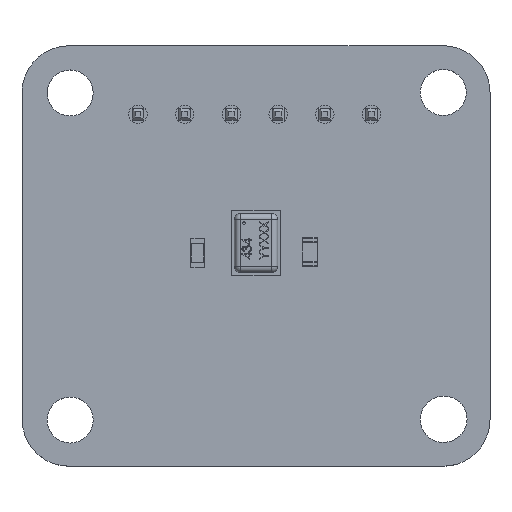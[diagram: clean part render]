
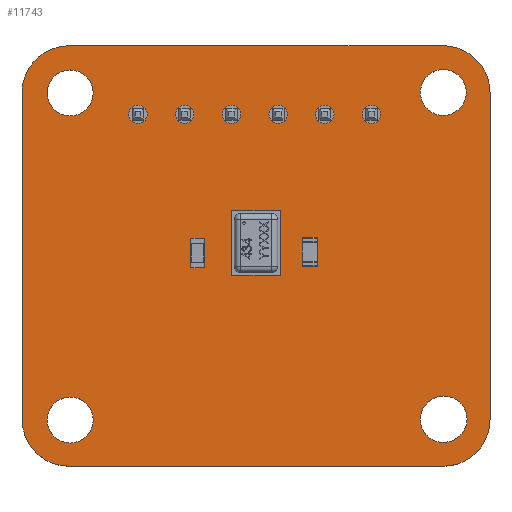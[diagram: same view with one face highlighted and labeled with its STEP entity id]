
A CAD part, top view. The second image highlights one B-rep face of the part: STEP entity #11743.
In plain terms, the highlighted planar face has unit normal (0, 0, 1).
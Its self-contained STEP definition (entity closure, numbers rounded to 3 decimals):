
#11437 = VERTEX_POINT('',#11438);
#11438 = CARTESIAN_POINT('',(83.59,-92.285,1.51));
#11444 = EDGE_CURVE('',#11437,#11445,#11447,.T.);
#11445 = VERTEX_POINT('',#11446);
#11446 = CARTESIAN_POINT('',(86.195,-94.825,1.51));
#11447 = CIRCLE('',#11448,2.558);
#11448 = AXIS2_PLACEMENT_3D('',#11449,#11450,#11451);
#11449 = CARTESIAN_POINT('',(83.636,-94.843,1.51));
#11450 = DIRECTION('',(0.,0.,-1.));
#11451 = DIRECTION('',(-0.018,1.,0.));
#11479 = VERTEX_POINT('',#11480);
#11480 = CARTESIAN_POINT('',(63.292,-92.285,1.51));
#11486 = EDGE_CURVE('',#11479,#11437,#11487,.T.);
#11487 = LINE('',#11488,#11489);
#11488 = CARTESIAN_POINT('',(63.292,-92.285,1.51));
#11489 = VECTOR('',#11490,1.);
#11490 = DIRECTION('',(1.,0.,0.));
#11508 = EDGE_CURVE('',#11445,#11509,#11511,.T.);
#11509 = VERTEX_POINT('',#11510);
#11510 = CARTESIAN_POINT('',(86.195,-112.58,1.51));
#11511 = LINE('',#11512,#11513);
#11512 = CARTESIAN_POINT('',(86.195,-94.825,1.51));
#11513 = VECTOR('',#11514,1.);
#11514 = DIRECTION('',(0.,-1.,0.));
#11743 = ADVANCED_FACE('',(#11744,#11790,#11810,#11848,#11859,#11870,
    #11881,#11892,#11903,#11914,#11925,#11936),#11947,.T.);
#11744 = FACE_BOUND('',#11745,.T.);
#11745 = EDGE_LOOP('',(#11746,#11747,#11748,#11757,#11765,#11774,#11782,
    #11789));
#11746 = ORIENTED_EDGE('',*,*,#11444,.F.);
#11747 = ORIENTED_EDGE('',*,*,#11486,.F.);
#11748 = ORIENTED_EDGE('',*,*,#11749,.F.);
#11749 = EDGE_CURVE('',#11750,#11479,#11752,.T.);
#11750 = VERTEX_POINT('',#11751);
#11751 = CARTESIAN_POINT('',(60.752,-94.861,1.51));
#11752 = CIRCLE('',#11753,2.558);
#11753 = AXIS2_PLACEMENT_3D('',#11754,#11755,#11756);
#11754 = CARTESIAN_POINT('',(63.31,-94.843,1.51));
#11755 = DIRECTION('',(0.,0.,-1.));
#11756 = DIRECTION('',(-1.,-0.007,-0.));
#11757 = ORIENTED_EDGE('',*,*,#11758,.F.);
#11758 = EDGE_CURVE('',#11759,#11750,#11761,.T.);
#11759 = VERTEX_POINT('',#11760);
#11760 = CARTESIAN_POINT('',(60.752,-112.605,1.51));
#11761 = LINE('',#11762,#11763);
#11762 = CARTESIAN_POINT('',(60.752,-112.605,1.51));
#11763 = VECTOR('',#11764,1.);
#11764 = DIRECTION('',(0.,1.,0.));
#11765 = ORIENTED_EDGE('',*,*,#11766,.F.);
#11766 = EDGE_CURVE('',#11767,#11759,#11769,.T.);
#11767 = VERTEX_POINT('',#11768);
#11768 = CARTESIAN_POINT('',(63.328,-115.145,1.51));
#11769 = CIRCLE('',#11770,2.558);
#11770 = AXIS2_PLACEMENT_3D('',#11771,#11772,#11773);
#11771 = CARTESIAN_POINT('',(63.31,-112.587,1.51));
#11772 = DIRECTION('',(0.,0.,-1.));
#11773 = DIRECTION('',(0.007,-1.,0.));
#11774 = ORIENTED_EDGE('',*,*,#11775,.F.);
#11775 = EDGE_CURVE('',#11776,#11767,#11778,.T.);
#11776 = VERTEX_POINT('',#11777);
#11777 = CARTESIAN_POINT('',(83.63,-115.145,1.51));
#11778 = LINE('',#11779,#11780);
#11779 = CARTESIAN_POINT('',(83.63,-115.145,1.51));
#11780 = VECTOR('',#11781,1.);
#11781 = DIRECTION('',(-1.,0.,0.));
#11782 = ORIENTED_EDGE('',*,*,#11783,.F.);
#11783 = EDGE_CURVE('',#11509,#11776,#11784,.T.);
#11784 = CIRCLE('',#11785,2.539);
#11785 = AXIS2_PLACEMENT_3D('',#11786,#11787,#11788);
#11786 = CARTESIAN_POINT('',(83.656,-112.606,1.51));
#11787 = DIRECTION('',(0.,0.,-1.));
#11788 = DIRECTION('',(1.,0.01,0.));
#11789 = ORIENTED_EDGE('',*,*,#11508,.F.);
#11790 = FACE_BOUND('',#11791,.T.);
#11791 = EDGE_LOOP('',(#11792,#11803));
#11792 = ORIENTED_EDGE('',*,*,#11793,.F.);
#11793 = EDGE_CURVE('',#11794,#11796,#11798,.T.);
#11794 = VERTEX_POINT('',#11795);
#11795 = CARTESIAN_POINT('',(64.621,-112.633,1.51));
#11796 = VERTEX_POINT('',#11797);
#11797 = CARTESIAN_POINT('',(63.371,-113.883,1.51));
#11798 = CIRCLE('',#11799,1.25);
#11799 = AXIS2_PLACEMENT_3D('',#11800,#11801,#11802);
#11800 = CARTESIAN_POINT('',(63.371,-112.633,1.51));
#11801 = DIRECTION('',(0.,0.,1.));
#11802 = DIRECTION('',(1.,0.,-0.));
#11803 = ORIENTED_EDGE('',*,*,#11804,.F.);
#11804 = EDGE_CURVE('',#11796,#11794,#11805,.T.);
#11805 = CIRCLE('',#11806,1.25);
#11806 = AXIS2_PLACEMENT_3D('',#11807,#11808,#11809);
#11807 = CARTESIAN_POINT('',(63.371,-112.633,1.51));
#11808 = DIRECTION('',(0.,0.,1.));
#11809 = DIRECTION('',(1.,0.,-0.));
#11810 = FACE_BOUND('',#11811,.T.);
#11811 = EDGE_LOOP('',(#11812,#11823,#11832,#11841));
#11812 = ORIENTED_EDGE('',*,*,#11813,.F.);
#11813 = EDGE_CURVE('',#11814,#11816,#11818,.T.);
#11814 = VERTEX_POINT('',#11815);
#11815 = CARTESIAN_POINT('',(84.945,-112.58,1.51));
#11816 = VERTEX_POINT('',#11817);
#11817 = CARTESIAN_POINT('',(82.978,-111.556,1.51));
#11818 = CIRCLE('',#11819,1.25);
#11819 = AXIS2_PLACEMENT_3D('',#11820,#11821,#11822);
#11820 = CARTESIAN_POINT('',(83.695,-112.58,1.51));
#11821 = DIRECTION('',(0.,0.,1.));
#11822 = DIRECTION('',(1.,0.,-0.));
#11823 = ORIENTED_EDGE('',*,*,#11824,.F.);
#11824 = EDGE_CURVE('',#11825,#11814,#11827,.T.);
#11825 = VERTEX_POINT('',#11826);
#11826 = CARTESIAN_POINT('',(84.372,-113.63,1.51));
#11827 = CIRCLE('',#11828,1.25);
#11828 = AXIS2_PLACEMENT_3D('',#11829,#11830,#11831);
#11829 = CARTESIAN_POINT('',(83.695,-112.58,1.51));
#11830 = DIRECTION('',(0.,0.,1.));
#11831 = DIRECTION('',(1.,0.,-0.));
#11832 = ORIENTED_EDGE('',*,*,#11833,.T.);
#11833 = EDGE_CURVE('',#11825,#11834,#11836,.T.);
#11834 = VERTEX_POINT('',#11835);
#11835 = CARTESIAN_POINT('',(83.656,-113.856,1.51));
#11836 = CIRCLE('',#11837,1.25);
#11837 = AXIS2_PLACEMENT_3D('',#11838,#11839,#11840);
#11838 = CARTESIAN_POINT('',(83.656,-112.606,1.51));
#11839 = DIRECTION('',(-0.,0.,-1.));
#11840 = DIRECTION('',(-0.,-1.,0.));
#11841 = ORIENTED_EDGE('',*,*,#11842,.T.);
#11842 = EDGE_CURVE('',#11834,#11816,#11843,.T.);
#11843 = CIRCLE('',#11844,1.25);
#11844 = AXIS2_PLACEMENT_3D('',#11845,#11846,#11847);
#11845 = CARTESIAN_POINT('',(83.656,-112.606,1.51));
#11846 = DIRECTION('',(-0.,0.,-1.));
#11847 = DIRECTION('',(-0.,-1.,0.));
#11848 = FACE_BOUND('',#11849,.T.);
#11849 = EDGE_LOOP('',(#11850));
#11850 = ORIENTED_EDGE('',*,*,#11851,.T.);
#11851 = EDGE_CURVE('',#11852,#11852,#11854,.T.);
#11852 = VERTEX_POINT('',#11853);
#11853 = CARTESIAN_POINT('',(73.475,-103.975,1.51));
#11854 = CIRCLE('',#11855,0.25);
#11855 = AXIS2_PLACEMENT_3D('',#11856,#11857,#11858);
#11856 = CARTESIAN_POINT('',(73.475,-103.725,1.51));
#11857 = DIRECTION('',(-0.,0.,-1.));
#11858 = DIRECTION('',(-0.,-1.,0.));
#11859 = FACE_BOUND('',#11860,.T.);
#11860 = EDGE_LOOP('',(#11861));
#11861 = ORIENTED_EDGE('',*,*,#11862,.T.);
#11862 = EDGE_CURVE('',#11863,#11863,#11865,.T.);
#11863 = VERTEX_POINT('',#11864);
#11864 = CARTESIAN_POINT('',(63.371,-96.103,1.51));
#11865 = CIRCLE('',#11866,1.25);
#11866 = AXIS2_PLACEMENT_3D('',#11867,#11868,#11869);
#11867 = CARTESIAN_POINT('',(63.371,-94.853,1.51));
#11868 = DIRECTION('',(-0.,0.,-1.));
#11869 = DIRECTION('',(0.,-1.,0.));
#11870 = FACE_BOUND('',#11871,.T.);
#11871 = EDGE_LOOP('',(#11872));
#11872 = ORIENTED_EDGE('',*,*,#11873,.T.);
#11873 = EDGE_CURVE('',#11874,#11874,#11876,.T.);
#11874 = VERTEX_POINT('',#11875);
#11875 = CARTESIAN_POINT('',(67.056,-96.512,1.51));
#11876 = CIRCLE('',#11877,0.5);
#11877 = AXIS2_PLACEMENT_3D('',#11878,#11879,#11880);
#11878 = CARTESIAN_POINT('',(67.056,-96.012,1.51));
#11879 = DIRECTION('',(-0.,0.,-1.));
#11880 = DIRECTION('',(-0.,-1.,0.));
#11881 = FACE_BOUND('',#11882,.T.);
#11882 = EDGE_LOOP('',(#11883));
#11883 = ORIENTED_EDGE('',*,*,#11884,.T.);
#11884 = EDGE_CURVE('',#11885,#11885,#11887,.T.);
#11885 = VERTEX_POINT('',#11886);
#11886 = CARTESIAN_POINT('',(69.596,-96.512,1.51));
#11887 = CIRCLE('',#11888,0.5);
#11888 = AXIS2_PLACEMENT_3D('',#11889,#11890,#11891);
#11889 = CARTESIAN_POINT('',(69.596,-96.012,1.51));
#11890 = DIRECTION('',(-0.,0.,-1.));
#11891 = DIRECTION('',(-0.,-1.,0.));
#11892 = FACE_BOUND('',#11893,.T.);
#11893 = EDGE_LOOP('',(#11894));
#11894 = ORIENTED_EDGE('',*,*,#11895,.T.);
#11895 = EDGE_CURVE('',#11896,#11896,#11898,.T.);
#11896 = VERTEX_POINT('',#11897);
#11897 = CARTESIAN_POINT('',(72.136,-96.512,1.51));
#11898 = CIRCLE('',#11899,0.5);
#11899 = AXIS2_PLACEMENT_3D('',#11900,#11901,#11902);
#11900 = CARTESIAN_POINT('',(72.136,-96.012,1.51));
#11901 = DIRECTION('',(-0.,0.,-1.));
#11902 = DIRECTION('',(-0.,-1.,0.));
#11903 = FACE_BOUND('',#11904,.T.);
#11904 = EDGE_LOOP('',(#11905));
#11905 = ORIENTED_EDGE('',*,*,#11906,.T.);
#11906 = EDGE_CURVE('',#11907,#11907,#11909,.T.);
#11907 = VERTEX_POINT('',#11908);
#11908 = CARTESIAN_POINT('',(74.676,-96.512,1.51));
#11909 = CIRCLE('',#11910,0.5);
#11910 = AXIS2_PLACEMENT_3D('',#11911,#11912,#11913);
#11911 = CARTESIAN_POINT('',(74.676,-96.012,1.51));
#11912 = DIRECTION('',(-0.,0.,-1.));
#11913 = DIRECTION('',(-0.,-1.,0.));
#11914 = FACE_BOUND('',#11915,.T.);
#11915 = EDGE_LOOP('',(#11916));
#11916 = ORIENTED_EDGE('',*,*,#11917,.T.);
#11917 = EDGE_CURVE('',#11918,#11918,#11920,.T.);
#11918 = VERTEX_POINT('',#11919);
#11919 = CARTESIAN_POINT('',(77.216,-96.512,1.51));
#11920 = CIRCLE('',#11921,0.5);
#11921 = AXIS2_PLACEMENT_3D('',#11922,#11923,#11924);
#11922 = CARTESIAN_POINT('',(77.216,-96.012,1.51));
#11923 = DIRECTION('',(-0.,0.,-1.));
#11924 = DIRECTION('',(-0.,-1.,0.));
#11925 = FACE_BOUND('',#11926,.T.);
#11926 = EDGE_LOOP('',(#11927));
#11927 = ORIENTED_EDGE('',*,*,#11928,.T.);
#11928 = EDGE_CURVE('',#11929,#11929,#11931,.T.);
#11929 = VERTEX_POINT('',#11930);
#11930 = CARTESIAN_POINT('',(79.756,-96.512,1.51));
#11931 = CIRCLE('',#11932,0.5);
#11932 = AXIS2_PLACEMENT_3D('',#11933,#11934,#11935);
#11933 = CARTESIAN_POINT('',(79.756,-96.012,1.51));
#11934 = DIRECTION('',(-0.,0.,-1.));
#11935 = DIRECTION('',(-0.,-1.,0.));
#11936 = FACE_BOUND('',#11937,.T.);
#11937 = EDGE_LOOP('',(#11938));
#11938 = ORIENTED_EDGE('',*,*,#11939,.T.);
#11939 = EDGE_CURVE('',#11940,#11940,#11942,.T.);
#11940 = VERTEX_POINT('',#11941);
#11941 = CARTESIAN_POINT('',(83.656,-96.076,1.51));
#11942 = CIRCLE('',#11943,1.25);
#11943 = AXIS2_PLACEMENT_3D('',#11944,#11945,#11946);
#11944 = CARTESIAN_POINT('',(83.656,-94.826,1.51));
#11945 = DIRECTION('',(-0.,0.,-1.));
#11946 = DIRECTION('',(-0.,-1.,0.));
#11947 = PLANE('',#11948);
#11948 = AXIS2_PLACEMENT_3D('',#11949,#11950,#11951);
#11949 = CARTESIAN_POINT('',(0.,0.,1.51));
#11950 = DIRECTION('',(0.,0.,1.));
#11951 = DIRECTION('',(1.,0.,-0.));
